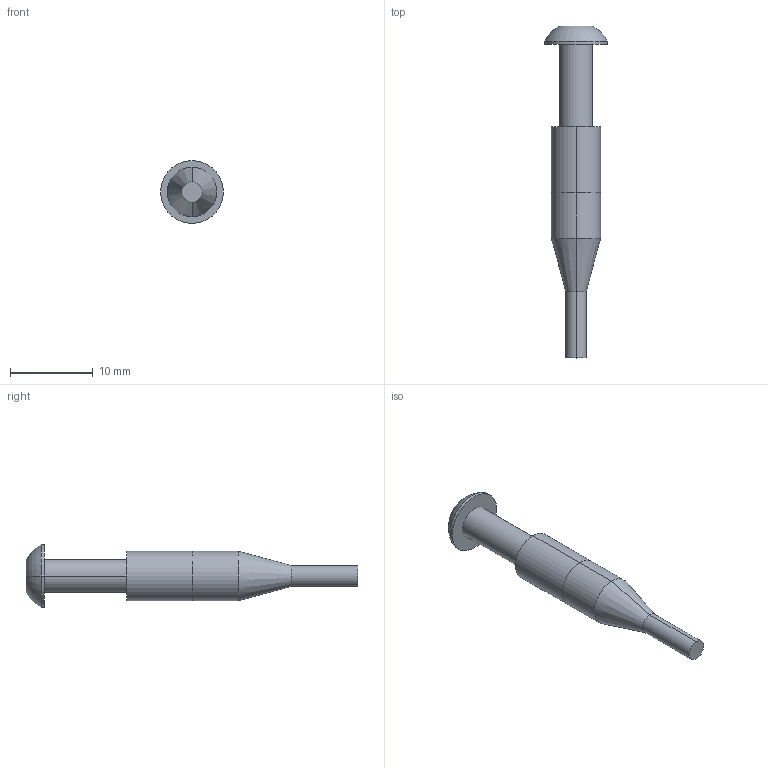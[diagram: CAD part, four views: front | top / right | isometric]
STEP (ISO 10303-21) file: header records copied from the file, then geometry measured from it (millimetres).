
FILE_DESCRIPTION (( 'STEP AP214' ), '1' );
FILE_NAME ('23571~0.STEP', '2017-07-19T06:16:06', ( '' ), ( '' ), 'SwSTEP 2.0', 'SolidWorks 2016', '' );
FILE_SCHEMA (( 'AUTOMOTIVE_DESIGN' ));
Length unit declared in the file: millimetre
Products named in the file (4): 17340~1; ISO7380~n_M04,0x016; 23571~0; 17359~1
Assembly tree (3 placements, depth 2):
  23571~0
    17340~1
    17359~1
    ISO7380~n_M04,0x016
Bounding box: 7.6 x 40.2 x 7.6 mm (x, y, z)
Volume: 723.2 mm3; surface area: 963.3 mm2
Topology: 3 solids, 3 shells, 53 faces, 117 edges, 73 vertices
Faces by surface type: cylinder 33, plane 10, cone 8, torus 2
Entity records: 1706 total; most frequent: DIRECTION 307, CARTESIAN_POINT 247, ORIENTED_EDGE 230, AXIS2_PLACEMENT_3D 133, EDGE_CURVE 115, CIRCLE 74, VERTEX_POINT 73, EDGE_LOOP 58
